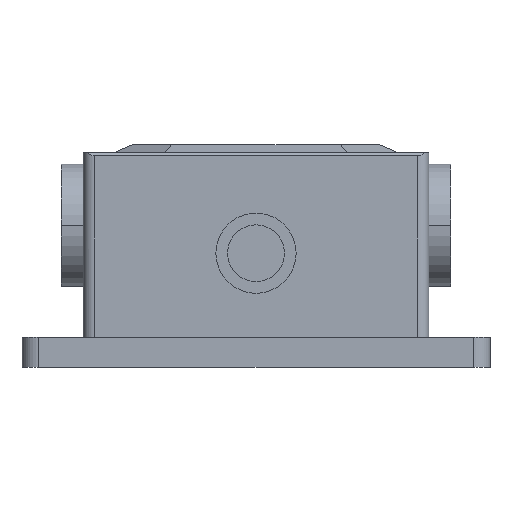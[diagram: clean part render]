
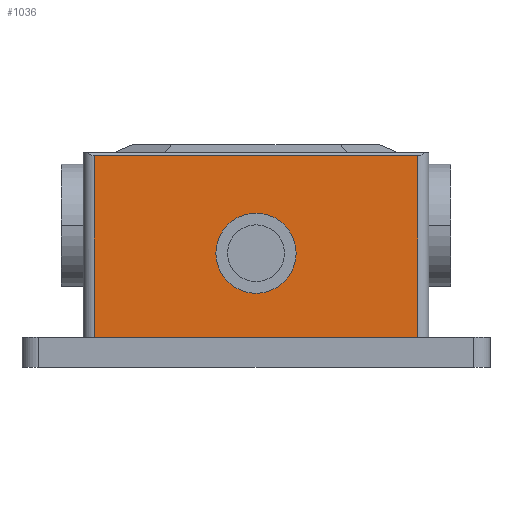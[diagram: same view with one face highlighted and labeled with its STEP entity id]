
A CAD part, front view. The second image highlights one B-rep face of the part: STEP entity #1036.
In plain terms, the highlighted planar face has unit normal (0, -1, 0).
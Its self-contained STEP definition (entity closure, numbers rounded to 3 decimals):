
#962=CARTESIAN_POINT('',(71.,0.0,38.));
#963=VERTEX_POINT('',#962);
#971=CARTESIAN_POINT('',(71.,0.,5.4));
#972=VERTEX_POINT('',#971);
#973=CARTESIAN_POINT('',(71.,0.,38.));
#974=DIRECTION('',(0.0,0.0,-1.0));
#975=VECTOR('',#974,32.6);
#976=LINE('',#973,#975);
#977=EDGE_CURVE('',#963,#972,#976,.T.);
#1006=CARTESIAN_POINT('',(73.,0.0,38.));
#1007=DIRECTION('',(0.0,-1.0,0.0));
#1008=DIRECTION('',(1.0,0.0,0.0));
#1009=AXIS2_PLACEMENT_3D('',#1006,#1007,#1008);
#1010=PLANE('',#1009);
#1011=ORIENTED_EDGE('',*,*,#977,.F.);
#1012=CARTESIAN_POINT('',(13.,0.,38.));
#1013=VERTEX_POINT('',#1012);
#1014=CARTESIAN_POINT('',(71.,0.,38.));
#1015=DIRECTION('',(-1.0,0.0,0.0));
#1016=VECTOR('',#1015,58.);
#1017=LINE('',#1014,#1016);
#1018=EDGE_CURVE('',#963,#1013,#1017,.T.);
#1019=ORIENTED_EDGE('',*,*,#1018,.T.);
#1020=CARTESIAN_POINT('',(13.,0.0,5.4));
#1021=VERTEX_POINT('',#1020);
#1022=CARTESIAN_POINT('',(13.,0.,5.4));
#1023=DIRECTION('',(0.0,0.0,1.0));
#1024=VECTOR('',#1023,32.6);
#1025=LINE('',#1022,#1024);
#1026=EDGE_CURVE('',#1021,#1013,#1025,.T.);
#1027=ORIENTED_EDGE('',*,*,#1026,.F.);
#1028=CARTESIAN_POINT('',(71.,0.,5.4));
#1029=DIRECTION('',(-1.0,0.0,0.0));
#1030=VECTOR('',#1029,58.);
#1031=LINE('',#1028,#1030);
#1032=EDGE_CURVE('',#972,#1021,#1031,.T.);
#1033=ORIENTED_EDGE('',*,*,#1032,.F.);
#1034=EDGE_LOOP('',(#1011,#1019,#1027,#1033));
#1035=FACE_OUTER_BOUND('',#1034,.T.);
#1036=ADVANCED_FACE('',(#1035),#1010,.T.);
